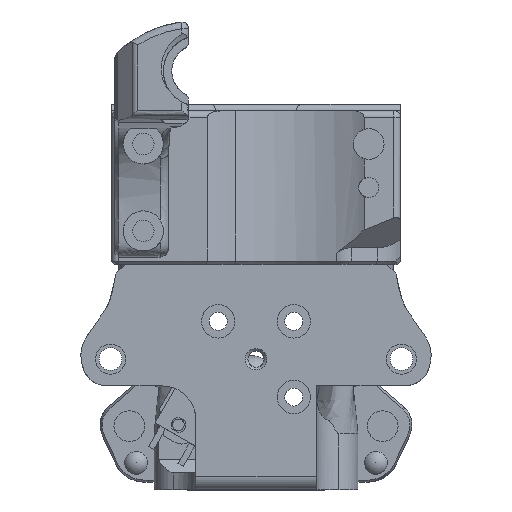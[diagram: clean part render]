
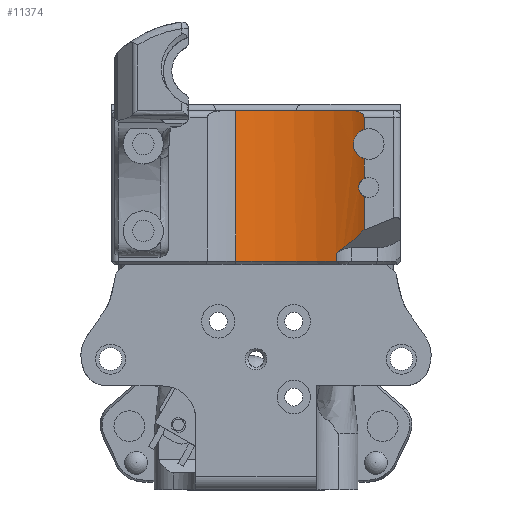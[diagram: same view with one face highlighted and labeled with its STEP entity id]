
A CAD part, top view. The second image highlights one B-rep face of the part: STEP entity #11374.
In plain terms, the highlighted cylindrical face has radius 20.15 mm (diameter 40.3 mm), a partial arc.
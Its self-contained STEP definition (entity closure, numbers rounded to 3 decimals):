
#138=B_SPLINE_CURVE_WITH_KNOTS('',3,(#16123,#16124,#16125,#16126,#16127,
#16128,#16129,#16130),.UNSPECIFIED.,.F.,.F.,(4,2,2,4),(0.503,
0.559,0.614,0.668),.UNSPECIFIED.);
#139=B_SPLINE_CURVE_WITH_KNOTS('',3,(#16132,#16133,#16134,#16135,#16136,
#16137,#16138,#16139),.UNSPECIFIED.,.F.,.F.,(4,2,2,4),(0.337,
0.391,0.447,0.503),.UNSPECIFIED.);
#140=B_SPLINE_CURVE_WITH_KNOTS('',3,(#16143,#16144,#16145,#16146,#16147,
#16148,#16149,#16150,#16151,#16152),.UNSPECIFIED.,.F.,.F.,(4,2,2,2,4),(0.773,
0.858,0.944,1.047,1.068),
 .UNSPECIFIED.);
#141=B_SPLINE_CURVE_WITH_KNOTS('',3,(#16154,#16155,#16156,#16157,#16158,
#16159,#16160,#16161,#16162,#16163),.UNSPECIFIED.,.F.,.F.,(4,2,2,2,4),(0.477,
0.499,0.602,0.687,0.773),
 .UNSPECIFIED.);
#142=B_SPLINE_CURVE_WITH_KNOTS('',3,(#16167,#16168,#16169,#16170,#16171,
#16172,#16173,#16174,#16175,#16176,#16177,#16178),.UNSPECIFIED.,.F.,.F.,
(4,2,2,2,2,4),(0.278,0.36,0.443,0.479,
0.498,0.516),.UNSPECIFIED.);
#470=ELLIPSE('',#12061,28.496,20.15);
#516=CYLINDRICAL_SURFACE('',#12060,20.15);
#848=LINE('',#15888,#1920);
#869=LINE('',#16098,#1941);
#871=LINE('',#16121,#1943);
#872=LINE('',#16141,#1944);
#873=LINE('',#16165,#1945);
#1920=VECTOR('',#13060,10.);
#1941=VECTOR('',#13135,10.);
#1943=VECTOR('',#13143,10.);
#1944=VECTOR('',#13144,10.);
#1945=VECTOR('',#13145,10.);
#3340=FACE_OUTER_BOUND('',#3990,.T.);
#3990=EDGE_LOOP('',(#8105,#8106,#8107,#8108,#8109,#8110,#8111,#8112,#8113,
#8114,#8115,#8116,#8117));
#4665=CIRCLE('',#12050,20.15);
#4669=CIRCLE('',#12062,20.15);
#5014=VERTEX_POINT('',#15885);
#5015=VERTEX_POINT('',#15887);
#5048=VERTEX_POINT('',#16021);
#5057=VERTEX_POINT('',#16097);
#5060=VERTEX_POINT('',#16118);
#5061=VERTEX_POINT('',#16120);
#5062=VERTEX_POINT('',#16122);
#5063=VERTEX_POINT('',#16131);
#5064=VERTEX_POINT('',#16140);
#5065=VERTEX_POINT('',#16142);
#5066=VERTEX_POINT('',#16153);
#5067=VERTEX_POINT('',#16164);
#5068=VERTEX_POINT('',#16166);
#6183=EDGE_CURVE('',#5014,#5015,#848,.T.);
#6220=EDGE_CURVE('',#5015,#5048,#4665,.T.);
#6235=EDGE_CURVE('',#5048,#5057,#869,.T.);
#6239=EDGE_CURVE('',#5014,#5060,#470,.T.);
#6240=EDGE_CURVE('',#5061,#5060,#871,.T.);
#6241=EDGE_CURVE('',#5062,#5061,#138,.T.);
#6242=EDGE_CURVE('',#5063,#5062,#139,.T.);
#6243=EDGE_CURVE('',#5064,#5063,#872,.T.);
#6244=EDGE_CURVE('',#5065,#5064,#140,.T.);
#6245=EDGE_CURVE('',#5066,#5065,#141,.T.);
#6246=EDGE_CURVE('',#5067,#5066,#873,.T.);
#6247=EDGE_CURVE('',#5068,#5067,#142,.T.);
#6248=EDGE_CURVE('',#5057,#5068,#4669,.T.);
#8105=ORIENTED_EDGE('',*,*,#6239,.T.);
#8106=ORIENTED_EDGE('',*,*,#6240,.F.);
#8107=ORIENTED_EDGE('',*,*,#6241,.F.);
#8108=ORIENTED_EDGE('',*,*,#6242,.F.);
#8109=ORIENTED_EDGE('',*,*,#6243,.F.);
#8110=ORIENTED_EDGE('',*,*,#6244,.F.);
#8111=ORIENTED_EDGE('',*,*,#6245,.F.);
#8112=ORIENTED_EDGE('',*,*,#6246,.F.);
#8113=ORIENTED_EDGE('',*,*,#6247,.F.);
#8114=ORIENTED_EDGE('',*,*,#6248,.F.);
#8115=ORIENTED_EDGE('',*,*,#6235,.F.);
#8116=ORIENTED_EDGE('',*,*,#6220,.F.);
#8117=ORIENTED_EDGE('',*,*,#6183,.F.);
#11374=ADVANCED_FACE('',(#3340),#516,.F.);
#12050=AXIS2_PLACEMENT_3D('',#16022,#13113,#13114);
#12060=AXIS2_PLACEMENT_3D('',#16117,#13139,#13140);
#12061=AXIS2_PLACEMENT_3D('',#16119,#13141,#13142);
#12062=AXIS2_PLACEMENT_3D('',#16179,#13146,#13147);
#13060=DIRECTION('',(0.,-1.,0.));
#13113=DIRECTION('center_axis',(0.,1.,0.));
#13114=DIRECTION('ref_axis',(-1.,0.,0.));
#13135=DIRECTION('',(0.,1.,0.));
#13139=DIRECTION('center_axis',(0.,-1.,0.));
#13140=DIRECTION('ref_axis',(-1.,0.,0.));
#13141=DIRECTION('center_axis',(0.282,-0.707,0.649));
#13142=DIRECTION('ref_axis',(-0.282,-0.707,-0.649));
#13143=DIRECTION('',(0.,-1.,0.));
#13144=DIRECTION('',(0.,-1.,0.));
#13145=DIRECTION('',(0.,-1.,0.));
#13146=DIRECTION('center_axis',(0.,-1.,0.));
#13147=DIRECTION('ref_axis',(-1.,0.,0.));
#15885=CARTESIAN_POINT('',(138.743,150.855,129.47));
#15887=CARTESIAN_POINT('',(138.743,149.65,129.47));
#15888=CARTESIAN_POINT('',(138.743,172.15,129.47));
#16021=CARTESIAN_POINT('',(123.662,149.65,130.201));
#16022=CARTESIAN_POINT('Origin',(132.106,149.65,148.496));
#16097=CARTESIAN_POINT('',(123.662,172.15,130.201));
#16098=CARTESIAN_POINT('',(123.662,172.15,130.201));
#16117=CARTESIAN_POINT('Origin',(132.106,172.15,148.496));
#16118=CARTESIAN_POINT('',(142.851,154.306,131.45));
#16119=CARTESIAN_POINT('Origin',(132.106,165.666,148.496));
#16120=CARTESIAN_POINT('',(142.851,159.322,131.45));
#16121=CARTESIAN_POINT('',(142.851,172.15,131.45));
#16122=CARTESIAN_POINT('',(142.049,160.65,130.97));
#16123=CARTESIAN_POINT('Ctrl Pts',(142.049,160.65,130.97));
#16124=CARTESIAN_POINT('Ctrl Pts',(142.049,160.463,130.97));
#16125=CARTESIAN_POINT('Ctrl Pts',(142.086,160.267,130.991));
#16126=CARTESIAN_POINT('Ctrl Pts',(142.23,159.91,131.074));
#16127=CARTESIAN_POINT('Ctrl Pts',(142.337,159.749,131.136));
#16128=CARTESIAN_POINT('Ctrl Pts',(142.569,159.503,131.274));
#16129=CARTESIAN_POINT('Ctrl Pts',(142.704,159.399,131.357));
#16130=CARTESIAN_POINT('Ctrl Pts',(142.851,159.322,131.45));
#16131=CARTESIAN_POINT('',(142.851,161.977,131.45));
#16132=CARTESIAN_POINT('Ctrl Pts',(142.851,161.977,131.45));
#16133=CARTESIAN_POINT('Ctrl Pts',(142.704,161.9,131.357));
#16134=CARTESIAN_POINT('Ctrl Pts',(142.569,161.796,131.274));
#16135=CARTESIAN_POINT('Ctrl Pts',(142.337,161.55,131.136));
#16136=CARTESIAN_POINT('Ctrl Pts',(142.23,161.389,131.074));
#16137=CARTESIAN_POINT('Ctrl Pts',(142.086,161.032,130.991));
#16138=CARTESIAN_POINT('Ctrl Pts',(142.049,160.836,130.97));
#16139=CARTESIAN_POINT('Ctrl Pts',(142.049,160.65,130.97));
#16140=CARTESIAN_POINT('',(142.851,164.958,131.45));
#16141=CARTESIAN_POINT('',(142.851,172.15,131.45));
#16142=CARTESIAN_POINT('',(141.249,167.15,130.54));
#16143=CARTESIAN_POINT('Ctrl Pts',(141.249,167.15,130.54));
#16144=CARTESIAN_POINT('Ctrl Pts',(141.249,166.864,130.54));
#16145=CARTESIAN_POINT('Ctrl Pts',(141.306,166.562,130.568));
#16146=CARTESIAN_POINT('Ctrl Pts',(141.528,166.013,130.684));
#16147=CARTESIAN_POINT('Ctrl Pts',(141.693,165.766,130.772));
#16148=CARTESIAN_POINT('Ctrl Pts',(142.096,165.338,130.995));
#16149=CARTESIAN_POINT('Ctrl Pts',(142.372,165.149,131.153));
#16150=CARTESIAN_POINT('Ctrl Pts',(142.726,165.001,131.372));
#16151=CARTESIAN_POINT('Ctrl Pts',(142.789,164.978,131.41));
#16152=CARTESIAN_POINT('Ctrl Pts',(142.851,164.958,131.45));
#16153=CARTESIAN_POINT('',(142.851,169.341,131.45));
#16154=CARTESIAN_POINT('Ctrl Pts',(142.851,169.341,131.45));
#16155=CARTESIAN_POINT('Ctrl Pts',(142.789,169.321,131.41));
#16156=CARTESIAN_POINT('Ctrl Pts',(142.726,169.298,131.372));
#16157=CARTESIAN_POINT('Ctrl Pts',(142.372,169.15,131.153));
#16158=CARTESIAN_POINT('Ctrl Pts',(142.096,168.961,130.995));
#16159=CARTESIAN_POINT('Ctrl Pts',(141.693,168.533,130.772));
#16160=CARTESIAN_POINT('Ctrl Pts',(141.528,168.286,130.684));
#16161=CARTESIAN_POINT('Ctrl Pts',(141.306,167.737,130.568));
#16162=CARTESIAN_POINT('Ctrl Pts',(141.249,167.435,130.54));
#16163=CARTESIAN_POINT('Ctrl Pts',(141.249,167.15,130.54));
#16164=CARTESIAN_POINT('',(142.851,171.15,131.45));
#16165=CARTESIAN_POINT('',(142.851,172.15,131.45));
#16166=CARTESIAN_POINT('',(141.071,172.15,130.45));
#16167=CARTESIAN_POINT('Ctrl Pts',(141.071,172.15,130.45));
#16168=CARTESIAN_POINT('Ctrl Pts',(141.316,172.15,130.572));
#16169=CARTESIAN_POINT('Ctrl Pts',(141.582,172.127,130.711));
#16170=CARTESIAN_POINT('Ctrl Pts',(142.086,172.006,130.989));
#16171=CARTESIAN_POINT('Ctrl Pts',(142.325,171.909,131.128));
#16172=CARTESIAN_POINT('Ctrl Pts',(142.606,171.687,131.298));
#16173=CARTESIAN_POINT('Ctrl Pts',(142.692,171.599,131.35));
#16174=CARTESIAN_POINT('Ctrl Pts',(142.784,171.443,131.408));
#16175=CARTESIAN_POINT('Ctrl Pts',(142.809,171.387,131.423));
#16176=CARTESIAN_POINT('Ctrl Pts',(142.842,171.271,131.444));
#16177=CARTESIAN_POINT('Ctrl Pts',(142.851,171.211,131.45));
#16178=CARTESIAN_POINT('Ctrl Pts',(142.851,171.15,131.45));
#16179=CARTESIAN_POINT('Origin',(132.106,172.15,148.496));
